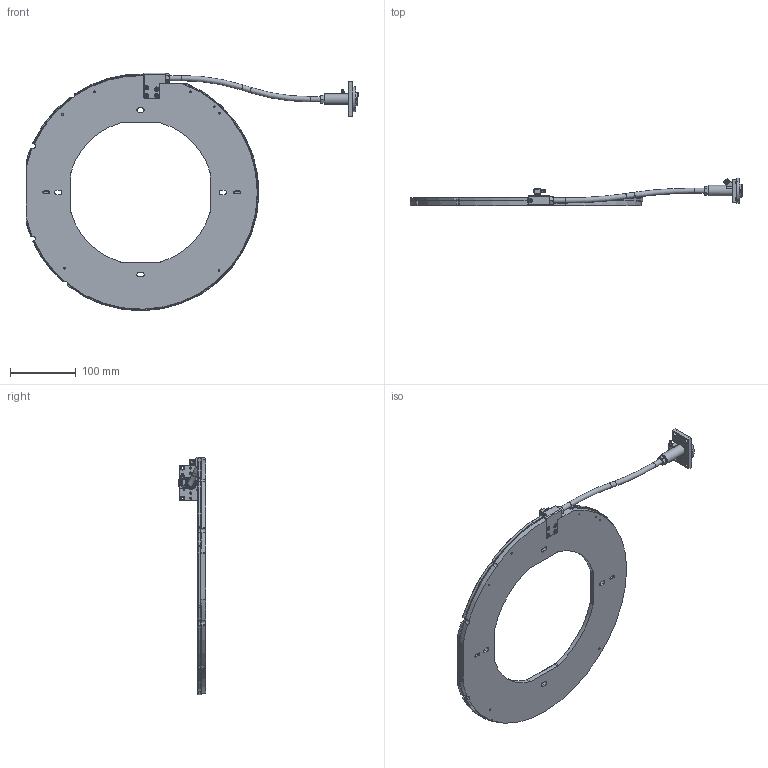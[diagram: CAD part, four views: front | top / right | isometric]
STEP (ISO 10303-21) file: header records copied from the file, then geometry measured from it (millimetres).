
FILE_DESCRIPTION (( 'STEP AP214' ), '1' );
FILE_NAME ('116351.step', '2023-07-13T09:20:46', ( '' ), ( '' ), 'SwSTEP 2.0', 'SolidWorks 2022', '' );
FILE_SCHEMA (( 'AUTOMOTIVE_DESIGN' ));
Length unit declared in the file: millimetre
Products named in the file (1): 116351
Bounding box: 504.51 x 41.6 x 361.07 mm (x, y, z)
Volume: 662498.1 mm3; surface area: 181276.8 mm2
Topology: 1 solids, 37 shells, 1056 faces, 2527 edges, 1586 vertices
Faces by surface type: cylinder 398, plane 392, cone 222, torus 30, bspline 14
Full cylindrical faces by diameter (mm): 1.6 x4, 2 x4, 2.05 x2, 2.2 x4, 2.5 x15, 3 x12, 3.162 x5, 3.178 x2, 3.2 x4, 3.3 x8, 3.4 x4, 3.6 x3, 3.8 x4, 4.5 x4, 4.7 x1, 5.5 x12, 6.4 x4, 6.502 x3, 6.731 x1, 7.5 x1, 7.925 x3, 8.1 x1, 8.5 x1, 10.1 x2, 10.5 x1, 10.75 x1, 13 x1, 16 x1, 20 x1, 38 x1
Entity records: 42811 total; most frequent: CARTESIAN_POINT 8518, DIRECTION 5012, ORIENTED_EDGE 4438, EDGE_CURVE 2219, AXIS2_PLACEMENT_3D 2021, VERTEX_POINT 1489, EDGE_LOOP 1382, FACE_OUTER_BOUND 1188
